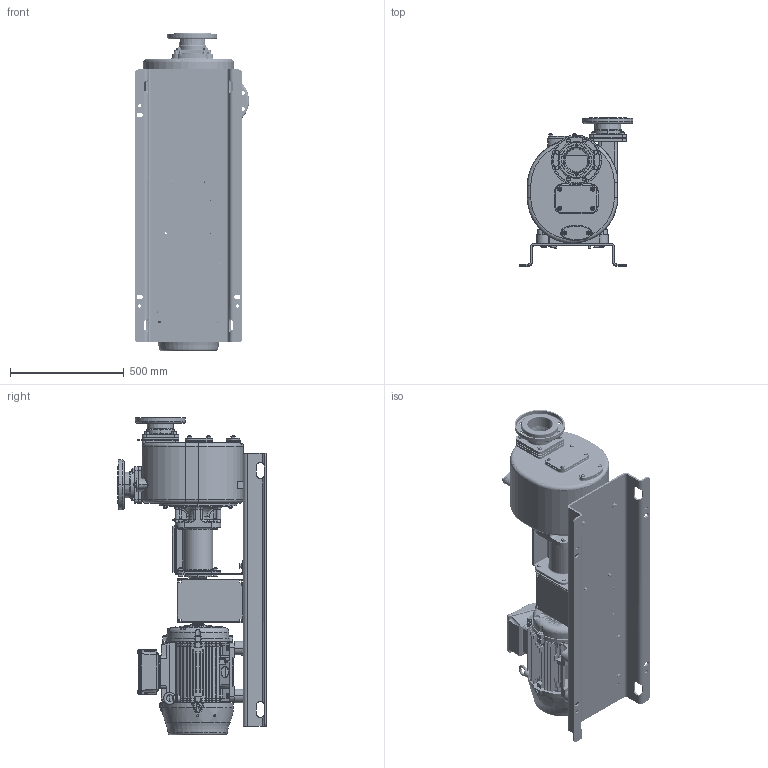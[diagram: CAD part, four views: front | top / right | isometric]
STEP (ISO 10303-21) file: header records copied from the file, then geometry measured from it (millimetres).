
FILE_DESCRIPTION((''),'2;1');
FILE_NAME('S121_K_B_FIT_SW0001','2015-12-04T',('Nicola'),(''),'CREO PARAMETRIC BY PTC INC, 2015290','CREO PARAMETRIC BY PTC INC, 2015290','');
FILE_SCHEMA(('CONFIG_CONTROL_DESIGN'));
Products named in the file (1): S121_K_B_FIT_SW0001
Bounding box: 500.5 x 652 x 1396.85 mm (x, y, z)
Volume: 88336919.7 mm3; surface area: 5366196.3 mm2
Topology: 3 solids, 6 shells, 5736 faces, 14693 edges, 9242 vertices
Faces by surface type: plane 2634, cylinder 1667, cone 970, bspline 240, torus 163, sphere 38, extrusion 12, revolution 12
Entity records: 228978 total; most frequent: CARTESIAN_POINT 91725, ORIENTED_EDGE 29330, DIRECTION 27385, EDGE_CURVE 14665, AXIS2_PLACEMENT_3D 10007, VERTEX_POINT 9242, VECTOR 7359, LINE 7347
